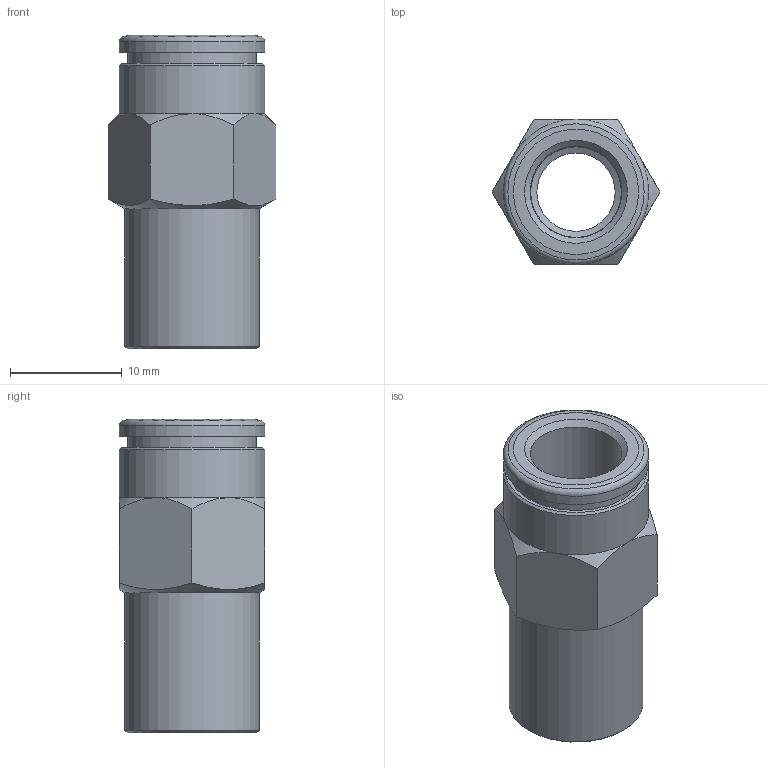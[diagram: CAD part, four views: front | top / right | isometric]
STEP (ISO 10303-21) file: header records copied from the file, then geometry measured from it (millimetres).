
FILE_DESCRIPTION(/* description */ (''),/* implementation_level */ '2;1');
FILE_NAME(/* name */ 'V200207_IPSO_02_8_G18_03.04.17',/* time_stamp */ '2017-04-03T09:38:49+02:00',/* author */ (''),/* organization */ ('sopra-pneumatic'),/* preprocessor_version */ 'ST-DEVELOPER v16.5',/* originating_system */ 'HiCAD 2016 2102.1 Build 498',/* authorisation */ '');
FILE_SCHEMA (('AUTOMOTIVE_DESIGN { 1 0 10303 214 1 1 1 1 }'));
Length unit declared in the file: millimetre
Products named in the file (3): Root; DR8-1_NEU; R200207-i1
Assembly tree (2 placements, depth 2):
  Root
    DR8-1_NEU
    R200207-i1
Bounding box: 15.01 x 13 x 28 mm (x, y, z)
Volume: 1786.5 mm3; surface area: 2642.6 mm2
Topology: 2 solids, 2 shells, 43 faces, 89 edges, 53 vertices
Faces by surface type: cone 18, plane 13, cylinder 11, torus 1
Full cylindrical faces by diameter (mm): 7 x1, 8.1 x1, 8.2 x1, 8.566 x1, 10.1 x1, 11 x1, 11.5 x1, 11.6 x1, 12 x1, 13 x2
Entity records: 1647 total; most frequent: DIRECTION 208, CARTESIAN_POINT 155, PRESENTATION_STYLE_ASSIGNMENT 122, COLOUR_RGB 121, DRAUGHTING_PRE_DEFINED_CURVE_FONT 120, CURVE_STYLE 120, OVER_RIDING_STYLED_ITEM 120, ORIENTED_EDGE 120
